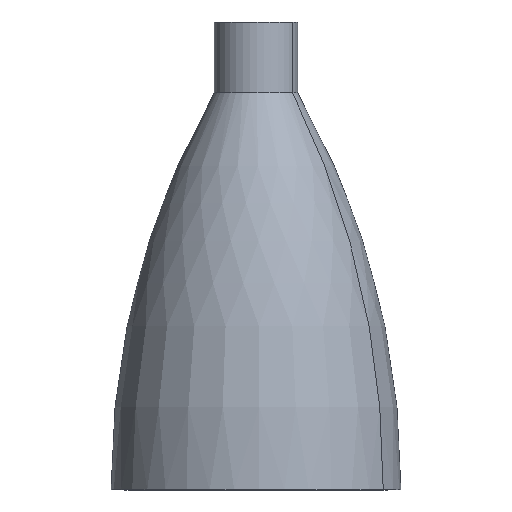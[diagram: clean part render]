
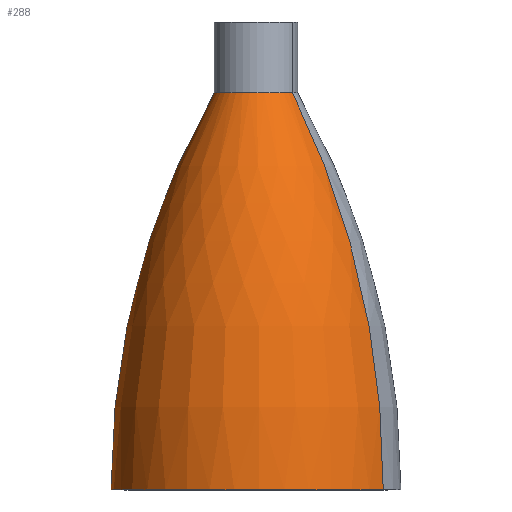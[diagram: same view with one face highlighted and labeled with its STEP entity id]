
A CAD part, left-side view. The second image highlights one B-rep face of the part: STEP entity #288.
In plain terms, the highlighted face is a revolution surface.
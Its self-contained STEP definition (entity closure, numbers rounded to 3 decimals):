
#233=CARTESIAN_POINT('Vertex',(158.902,290.869,0.)) ;
#235=CARTESIAN_POINT('Vertex',(-158.902,-290.869,0.)) ;
#239=CARTESIAN_POINT('Control Point',(45.654,83.569,908.073)) ;
#240=CARTESIAN_POINT('Control Point',(158.902,290.869,489.413)) ;
#241=CARTESIAN_POINT('Control Point',(158.902,290.869,0.)) ;
#242=CARTESIAN_POINT('Vertex',(45.654,83.569,908.073)) ;
#249=CARTESIAN_POINT('Vertex',(-45.654,-83.569,908.073)) ;
#253=CARTESIAN_POINT('Control Point',(-45.654,-83.569,908.073)) ;
#254=CARTESIAN_POINT('Control Point',(-158.902,-290.869,489.413)) ;
#255=CARTESIAN_POINT('Control Point',(-158.902,-290.869,0.)) ;
#265=CARTESIAN_POINT('Control Point',(0.,95.227,908.073)) ;
#266=CARTESIAN_POINT('Control Point',(0.,331.443,489.413)) ;
#267=CARTESIAN_POINT('Control Point',(0.,331.443,0.)) ;
#268=CARTESIAN_POINT('Axis1P Location',(0.,0.,535.)) ;
#272=CARTESIAN_POINT('Axis2P3D Location',(0.,0.,0.)) ;
#277=CARTESIAN_POINT('Axis2P3D Location',(0.,0.,908.073)) ;
#269=DIRECTION('Axis1P Direction',(0.,0.,-1.)) ;
#273=DIRECTION('Axis2P3D Direction',(0.,0.,-1.)) ;
#278=DIRECTION('Axis2P3D Direction',(0.,0.,-1.)) ;
#274=AXIS2_PLACEMENT_3D('Circle Axis2P3D',#272,#273,$) ;
#279=AXIS2_PLACEMENT_3D('Circle Axis2P3D',#277,#278,$) ;
#275=CIRCLE('generated circle',#274,331.443) ;
#280=CIRCLE('generated circle',#279,95.227) ;
#271=SURFACE_OF_REVOLUTION('Surface of Revolution',#264,#270) ;
#270=AXIS1_PLACEMENT('Revolution Surface Axis1P',#268,#269) ;
#244=EDGE_CURVE('',#234,#243,#238,.F.) ;
#256=EDGE_CURVE('',#236,#250,#252,.F.) ;
#276=EDGE_CURVE('',#236,#234,#275,.T.) ;
#281=EDGE_CURVE('',#250,#243,#280,.T.) ;
#283=ORIENTED_EDGE('',*,*,#276,.F.) ;
#284=ORIENTED_EDGE('',*,*,#256,.T.) ;
#285=ORIENTED_EDGE('',*,*,#281,.T.) ;
#286=ORIENTED_EDGE('',*,*,#244,.F.) ;
#282=EDGE_LOOP('',(#283,#284,#285,#286)) ;
#234=VERTEX_POINT('',#233) ;
#236=VERTEX_POINT('',#235) ;
#243=VERTEX_POINT('',#242) ;
#250=VERTEX_POINT('',#249) ;
#288=ADVANCED_FACE('PartBody',(#287),#271,.T.) ;
#238=B_SPLINE_CURVE_WITH_KNOTS('',2,(#239,#240,#241),.UNSPECIFIED.,.F.,.U.,(3,3),(0.,945.738),.UNSPECIFIED.) ;
#252=B_SPLINE_CURVE_WITH_KNOTS('',2,(#253,#254,#255),.UNSPECIFIED.,.F.,.U.,(3,3),(0.,945.738),.UNSPECIFIED.) ;
#264=B_SPLINE_CURVE_WITH_KNOTS('',2,(#265,#266,#267),.UNSPECIFIED.,.F.,.U.,(3,3),(0.,945.738),.UNSPECIFIED.) ;
#287=FACE_OUTER_BOUND('',#282,.T.) ;
